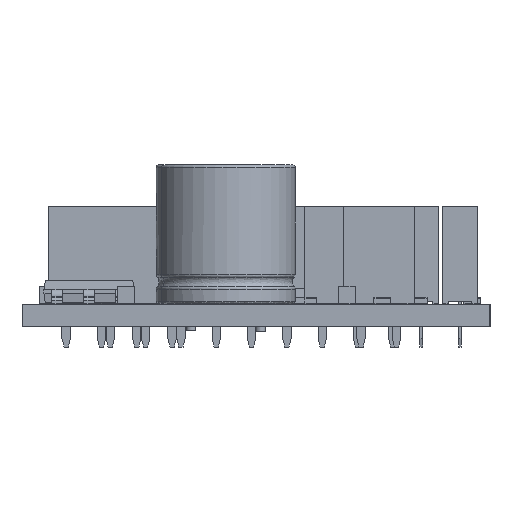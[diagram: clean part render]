
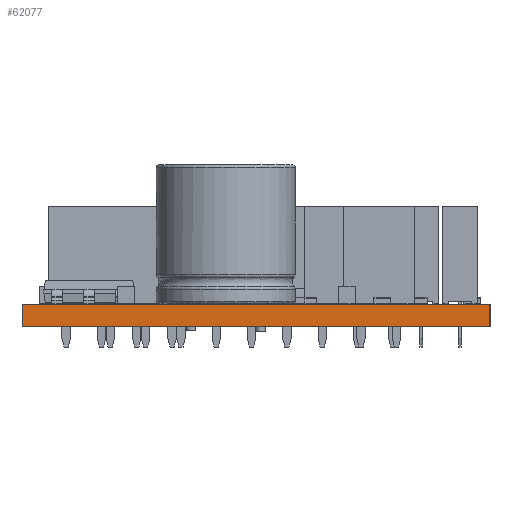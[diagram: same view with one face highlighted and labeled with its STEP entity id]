
A CAD part, left-side view. The second image highlights one B-rep face of the part: STEP entity #62077.
In plain terms, the highlighted planar face has unit normal (-1, 0, 0).
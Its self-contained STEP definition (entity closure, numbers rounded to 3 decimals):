
#61896 = PLANE('',#61897);
#61897 = AXIS2_PLACEMENT_3D('',#61898,#61899,#61900);
#61898 = CARTESIAN_POINT('',(143.51,-116.205,0.));
#61899 = DIRECTION('',(0.,-1.,0.));
#61900 = DIRECTION('',(-1.,0.,0.));
#61921 = VERTEX_POINT('',#61922);
#61922 = CARTESIAN_POINT('',(71.12,-116.205,1.6));
#61936 = PLANE('',#61937);
#61937 = AXIS2_PLACEMENT_3D('',#61938,#61939,#61940);
#61938 = CARTESIAN_POINT('',(109.538,-99.378,1.6));
#61939 = DIRECTION('',(0.,0.,-1.));
#61940 = DIRECTION('',(-1.,0.,0.));
#61948 = EDGE_CURVE('',#61949,#61921,#61951,.T.);
#61949 = VERTEX_POINT('',#61950);
#61950 = CARTESIAN_POINT('',(71.12,-116.205,0.));
#61951 = SURFACE_CURVE('',#61952,(#61956,#61963),.PCURVE_S1.);
#61952 = LINE('',#61953,#61954);
#61953 = CARTESIAN_POINT('',(71.12,-116.205,0.));
#61954 = VECTOR('',#61955,1.);
#61955 = DIRECTION('',(0.,0.,1.));
#61956 = PCURVE('',#61896,#61957);
#61957 = DEFINITIONAL_REPRESENTATION('',(#61958),#61962);
#61958 = LINE('',#61959,#61960);
#61959 = CARTESIAN_POINT('',(72.39,0.));
#61960 = VECTOR('',#61961,1.);
#61961 = DIRECTION('',(0.,-1.));
#61962 = ( GEOMETRIC_REPRESENTATION_CONTEXT(2) 
PARAMETRIC_REPRESENTATION_CONTEXT() REPRESENTATION_CONTEXT('2D SPACE',''
  ) );
#61963 = PCURVE('',#61964,#61969);
#61964 = PLANE('',#61965);
#61965 = AXIS2_PLACEMENT_3D('',#61966,#61967,#61968);
#61966 = CARTESIAN_POINT('',(71.12,-116.205,0.));
#61967 = DIRECTION('',(-1.,0.,0.));
#61968 = DIRECTION('',(0.,1.,0.));
#61969 = DEFINITIONAL_REPRESENTATION('',(#61970),#61974);
#61970 = LINE('',#61971,#61972);
#61971 = CARTESIAN_POINT('',(0.,0.));
#61972 = VECTOR('',#61973,1.);
#61973 = DIRECTION('',(0.,-1.));
#61974 = ( GEOMETRIC_REPRESENTATION_CONTEXT(2) 
PARAMETRIC_REPRESENTATION_CONTEXT() REPRESENTATION_CONTEXT('2D SPACE',''
  ) );
#61990 = PLANE('',#61991);
#61991 = AXIS2_PLACEMENT_3D('',#61992,#61993,#61994);
#61992 = CARTESIAN_POINT('',(109.538,-99.378,0.));
#61993 = DIRECTION('',(0.,0.,-1.));
#61994 = DIRECTION('',(-1.,0.,0.));
#62077 = ADVANCED_FACE('',(#62078),#61964,.T.);
#62078 = FACE_BOUND('',#62079,.T.);
#62079 = EDGE_LOOP('',(#62080,#62081,#62104,#62132));
#62080 = ORIENTED_EDGE('',*,*,#61948,.T.);
#62081 = ORIENTED_EDGE('',*,*,#62082,.T.);
#62082 = EDGE_CURVE('',#61921,#62083,#62085,.T.);
#62083 = VERTEX_POINT('',#62084);
#62084 = CARTESIAN_POINT('',(71.12,-82.55,1.6));
#62085 = SURFACE_CURVE('',#62086,(#62090,#62097),.PCURVE_S1.);
#62086 = LINE('',#62087,#62088);
#62087 = CARTESIAN_POINT('',(71.12,-116.205,1.6));
#62088 = VECTOR('',#62089,1.);
#62089 = DIRECTION('',(0.,1.,0.));
#62090 = PCURVE('',#61964,#62091);
#62091 = DEFINITIONAL_REPRESENTATION('',(#62092),#62096);
#62092 = LINE('',#62093,#62094);
#62093 = CARTESIAN_POINT('',(0.,-1.6));
#62094 = VECTOR('',#62095,1.);
#62095 = DIRECTION('',(1.,0.));
#62096 = ( GEOMETRIC_REPRESENTATION_CONTEXT(2) 
PARAMETRIC_REPRESENTATION_CONTEXT() REPRESENTATION_CONTEXT('2D SPACE',''
  ) );
#62097 = PCURVE('',#61936,#62098);
#62098 = DEFINITIONAL_REPRESENTATION('',(#62099),#62103);
#62099 = LINE('',#62100,#62101);
#62100 = CARTESIAN_POINT('',(38.418,-16.828));
#62101 = VECTOR('',#62102,1.);
#62102 = DIRECTION('',(0.,1.));
#62103 = ( GEOMETRIC_REPRESENTATION_CONTEXT(2) 
PARAMETRIC_REPRESENTATION_CONTEXT() REPRESENTATION_CONTEXT('2D SPACE',''
  ) );
#62104 = ORIENTED_EDGE('',*,*,#62105,.F.);
#62105 = EDGE_CURVE('',#62106,#62083,#62108,.T.);
#62106 = VERTEX_POINT('',#62107);
#62107 = CARTESIAN_POINT('',(71.12,-82.55,0.));
#62108 = SURFACE_CURVE('',#62109,(#62113,#62120),.PCURVE_S1.);
#62109 = LINE('',#62110,#62111);
#62110 = CARTESIAN_POINT('',(71.12,-82.55,0.));
#62111 = VECTOR('',#62112,1.);
#62112 = DIRECTION('',(0.,0.,1.));
#62113 = PCURVE('',#61964,#62114);
#62114 = DEFINITIONAL_REPRESENTATION('',(#62115),#62119);
#62115 = LINE('',#62116,#62117);
#62116 = CARTESIAN_POINT('',(33.655,0.));
#62117 = VECTOR('',#62118,1.);
#62118 = DIRECTION('',(0.,-1.));
#62119 = ( GEOMETRIC_REPRESENTATION_CONTEXT(2) 
PARAMETRIC_REPRESENTATION_CONTEXT() REPRESENTATION_CONTEXT('2D SPACE',''
  ) );
#62120 = PCURVE('',#62121,#62126);
#62121 = PLANE('',#62122);
#62122 = AXIS2_PLACEMENT_3D('',#62123,#62124,#62125);
#62123 = CARTESIAN_POINT('',(71.12,-82.55,0.));
#62124 = DIRECTION('',(0.,1.,0.));
#62125 = DIRECTION('',(1.,0.,0.));
#62126 = DEFINITIONAL_REPRESENTATION('',(#62127),#62131);
#62127 = LINE('',#62128,#62129);
#62128 = CARTESIAN_POINT('',(0.,0.));
#62129 = VECTOR('',#62130,1.);
#62130 = DIRECTION('',(0.,-1.));
#62131 = ( GEOMETRIC_REPRESENTATION_CONTEXT(2) 
PARAMETRIC_REPRESENTATION_CONTEXT() REPRESENTATION_CONTEXT('2D SPACE',''
  ) );
#62132 = ORIENTED_EDGE('',*,*,#62133,.F.);
#62133 = EDGE_CURVE('',#61949,#62106,#62134,.T.);
#62134 = SURFACE_CURVE('',#62135,(#62139,#62146),.PCURVE_S1.);
#62135 = LINE('',#62136,#62137);
#62136 = CARTESIAN_POINT('',(71.12,-116.205,0.));
#62137 = VECTOR('',#62138,1.);
#62138 = DIRECTION('',(0.,1.,0.));
#62139 = PCURVE('',#61964,#62140);
#62140 = DEFINITIONAL_REPRESENTATION('',(#62141),#62145);
#62141 = LINE('',#62142,#62143);
#62142 = CARTESIAN_POINT('',(0.,0.));
#62143 = VECTOR('',#62144,1.);
#62144 = DIRECTION('',(1.,0.));
#62145 = ( GEOMETRIC_REPRESENTATION_CONTEXT(2) 
PARAMETRIC_REPRESENTATION_CONTEXT() REPRESENTATION_CONTEXT('2D SPACE',''
  ) );
#62146 = PCURVE('',#61990,#62147);
#62147 = DEFINITIONAL_REPRESENTATION('',(#62148),#62152);
#62148 = LINE('',#62149,#62150);
#62149 = CARTESIAN_POINT('',(38.418,-16.828));
#62150 = VECTOR('',#62151,1.);
#62151 = DIRECTION('',(0.,1.));
#62152 = ( GEOMETRIC_REPRESENTATION_CONTEXT(2) 
PARAMETRIC_REPRESENTATION_CONTEXT() REPRESENTATION_CONTEXT('2D SPACE',''
  ) );
